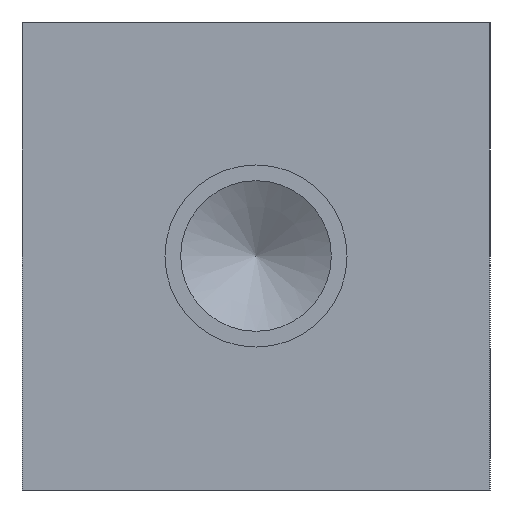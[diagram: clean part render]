
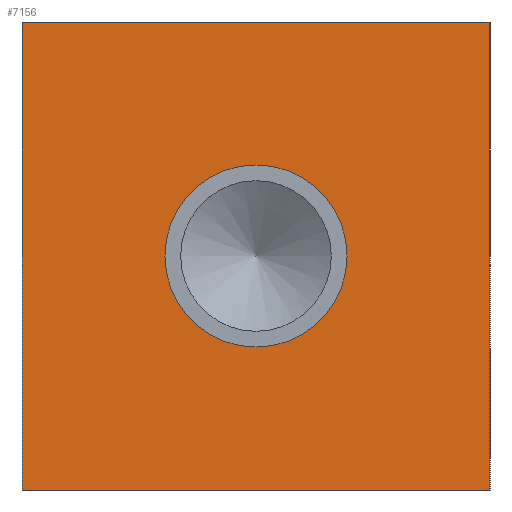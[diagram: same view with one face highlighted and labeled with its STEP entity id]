
A CAD part, left-side view. The second image highlights one B-rep face of the part: STEP entity #7156.
In plain terms, the highlighted planar face has unit normal (-1, 0, 0).
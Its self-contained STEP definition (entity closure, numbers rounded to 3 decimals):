
#97=CIRCLE('',#7462,8.649);
#98=CIRCLE('',#7463,8.649);
#437=FACE_BOUND('',#1207,.T.);
#803=FACE_OUTER_BOUND('',#1206,.T.);
#1206=EDGE_LOOP('',(#6212,#6213,#6214,#6215));
#1207=EDGE_LOOP('',(#6216,#6217));
#1603=LINE('',#9844,#2323);
#1935=LINE('',#12104,#2655);
#1936=LINE('',#12105,#2656);
#1937=LINE('',#12106,#2657);
#2323=VECTOR('',#8170,10.);
#2655=VECTOR('',#8918,10.);
#2656=VECTOR('',#8919,10.);
#2657=VECTOR('',#8920,10.);
#2925=VERTEX_POINT('',#9837);
#2928=VERTEX_POINT('',#9842);
#3287=VERTEX_POINT('',#11996);
#3288=VERTEX_POINT('',#11997);
#3319=VERTEX_POINT('',#12102);
#3320=VERTEX_POINT('',#12103);
#3719=EDGE_CURVE('',#2928,#2925,#1603,.T.);
#4241=EDGE_CURVE('',#3287,#3288,#97,.T.);
#4242=EDGE_CURVE('',#3288,#3287,#98,.T.);
#4293=EDGE_CURVE('',#3319,#3320,#1935,.T.);
#4294=EDGE_CURVE('',#3320,#2925,#1936,.T.);
#4295=EDGE_CURVE('',#3319,#2928,#1937,.T.);
#6212=ORIENTED_EDGE('',*,*,#4293,.T.);
#6213=ORIENTED_EDGE('',*,*,#4294,.T.);
#6214=ORIENTED_EDGE('',*,*,#3719,.F.);
#6215=ORIENTED_EDGE('',*,*,#4295,.F.);
#6216=ORIENTED_EDGE('',*,*,#4241,.T.);
#6217=ORIENTED_EDGE('',*,*,#4242,.T.);
#6489=PLANE('',#7516);
#7156=ADVANCED_FACE('',(#803,#437),#6489,.T.);
#7462=AXIS2_PLACEMENT_3D('',#11998,#8789,#8790);
#7463=AXIS2_PLACEMENT_3D('',#11999,#8791,#8792);
#7516=AXIS2_PLACEMENT_3D('',#12101,#8916,#8917);
#8170=DIRECTION('',(0.,-1.,0.));
#8789=DIRECTION('center_axis',(1.,0.,0.));
#8790=DIRECTION('ref_axis',(0.,1.,0.));
#8791=DIRECTION('center_axis',(1.,0.,0.));
#8792=DIRECTION('ref_axis',(0.,1.,0.));
#8916=DIRECTION('center_axis',(-1.,0.,0.));
#8917=DIRECTION('ref_axis',(0.,-1.,0.));
#8918=DIRECTION('',(0.,-1.,0.));
#8919=DIRECTION('',(0.,0.,1.));
#8920=DIRECTION('',(0.,0.,1.));
#9837=CARTESIAN_POINT('',(0.,0.,44.45));
#9842=CARTESIAN_POINT('',(0.,44.45,44.45));
#9844=CARTESIAN_POINT('',(0.,44.45,44.45));
#11996=CARTESIAN_POINT('',(0.,30.874,22.225));
#11997=CARTESIAN_POINT('',(0.,13.576,22.225));
#11998=CARTESIAN_POINT('Origin',(0.,22.225,22.225));
#11999=CARTESIAN_POINT('Origin',(0.,22.225,22.225));
#12101=CARTESIAN_POINT('Origin',(0.,44.45,0.));
#12102=CARTESIAN_POINT('',(0.,44.45,0.));
#12103=CARTESIAN_POINT('',(0.,0.,0.));
#12104=CARTESIAN_POINT('',(0.,44.45,0.));
#12105=CARTESIAN_POINT('',(0.,0.,0.));
#12106=CARTESIAN_POINT('',(0.,44.45,0.));
